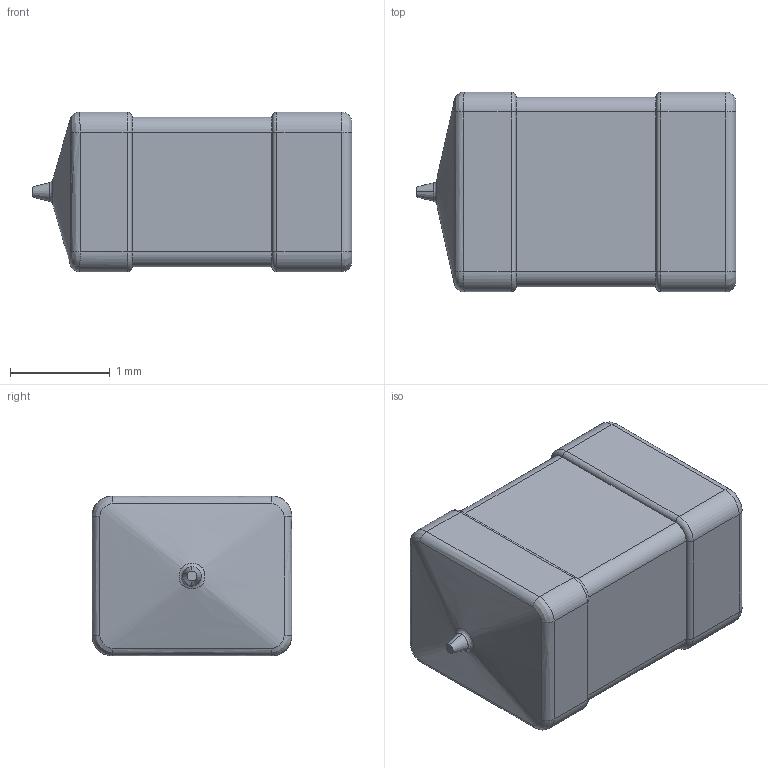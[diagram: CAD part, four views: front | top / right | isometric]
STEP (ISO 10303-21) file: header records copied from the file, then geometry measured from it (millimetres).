
FILE_DESCRIPTION((''),'2;1');
FILE_NAME('CAPCP3217X160N.stp','2013-12-19T09:19:03',(''),(''),'Mechanical Desktop 2011','Mechanical Desktop 2011',', , ');
FILE_SCHEMA(('AUTOMOTIVE_DESIGN { 1 2 10303 214 1 1 1 1 }'));
Length unit declared in the file: millimetre
Products named in the file (1): Product
Bounding box: 3.2 x 2 x 1.6 mm (x, y, z)
Volume: 8.6 mm3; surface area: 36.5 mm2
Topology: 3 solids, 3 shells, 66 faces, 148 edges, 88 vertices
Faces by surface type: bspline 25, cylinder 24, torus 8, plane 7, cone 2
Entity records: 3598 total; most frequent: CARTESIAN_POINT 2153, ORIENTED_EDGE 296, DIRECTION 276, EDGE_CURVE 148, AXIS2_PLACEMENT_3D 109, VERTEX_POINT 88, CIRCLE 67, EDGE_LOOP 66
